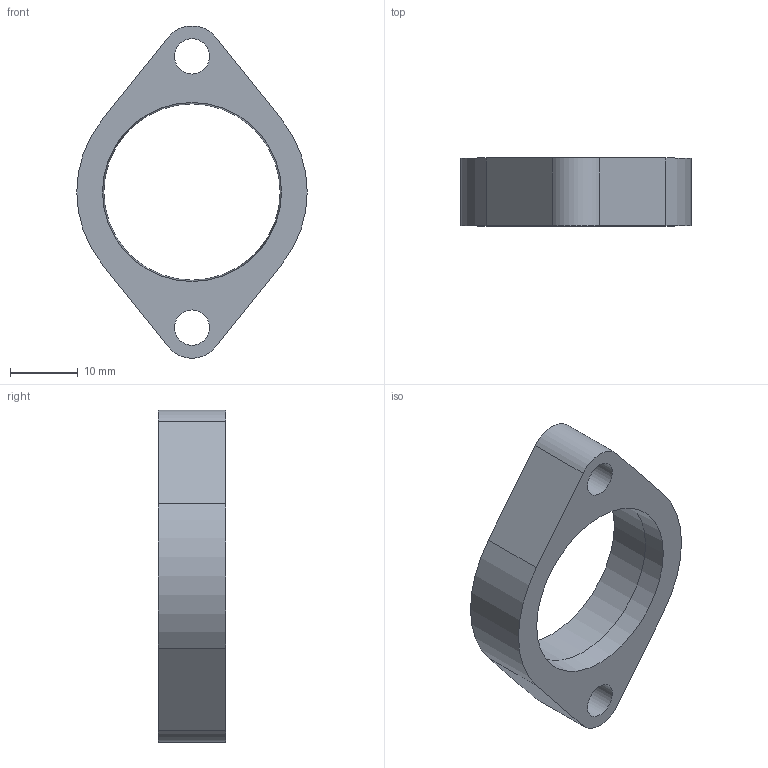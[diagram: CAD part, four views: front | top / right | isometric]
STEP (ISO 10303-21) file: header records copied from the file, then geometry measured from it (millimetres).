
FILE_DESCRIPTION(/* description */ (''),/* implementation_level */ '2;1');
FILE_NAME(/* name */ '6000 holder.step',/* time_stamp */ '2021-08-08T12:28:09+02:00',/* author */ (''),/* organization */ (''),/* preprocessor_version */ 'ST-DEVELOPER v18.1',/* originating_system */ 'Autodesk Translation Framework v10.9.0.1377',/* authorisation */ '');
FILE_SCHEMA (('AUTOMOTIVE_DESIGN { 1 0 10303 214 3 1 1 }'));
Length unit declared in the file: millimetre
Products named in the file (1): 6000 bearing holder
Bounding box: 34 x 10 x 48.97 mm (x, y, z)
Volume: 5215.6 mm3; surface area: 3423.4 mm2
Topology: 1 solids, 1 shells, 14 faces, 35 edges, 23 vertices
Faces by surface type: cylinder 7, plane 6, cone 1
Full cylindrical faces by diameter (mm): 5.2 x2, 26 x1
Entity records: 478 total; most frequent: DIRECTION 80, CARTESIAN_POINT 73, ORIENTED_EDGE 70, EDGE_CURVE 35, AXIS2_PLACEMENT_3D 30, VERTEX_POINT 23, EDGE_LOOP 20, LINE 20
